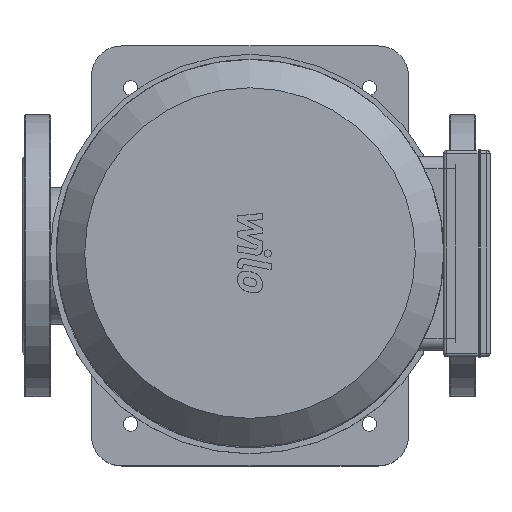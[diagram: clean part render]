
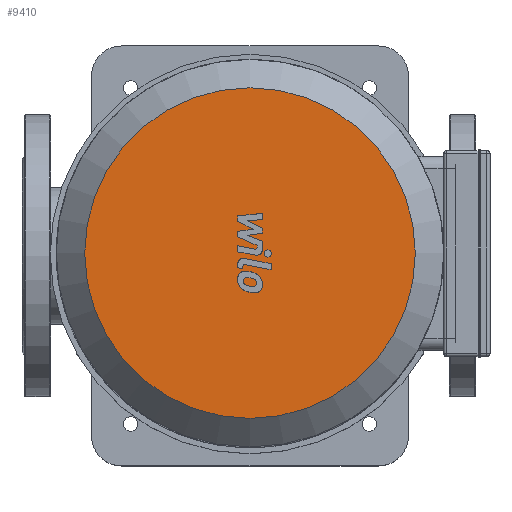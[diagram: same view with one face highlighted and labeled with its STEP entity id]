
A CAD part, top view. The second image highlights one B-rep face of the part: STEP entity #9410.
In plain terms, the highlighted planar face has unit normal (0, 0, 1).
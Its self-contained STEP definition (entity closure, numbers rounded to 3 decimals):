
#2019=PLANE('',#10139);
#2618=FACE_OUTER_BOUND('',#3261,.T.);
#3261=EDGE_LOOP('',(#7339));
#3837=CIRCLE('',#10135,137.75);
#4427=VERTEX_POINT('',#14965);
#5514=EDGE_CURVE('',#4427,#4427,#3837,.T.);
#7339=ORIENTED_EDGE('',*,*,#5514,.F.);
#9410=ADVANCED_FACE('',(#2618),#2019,.F.);
#10135=AXIS2_PLACEMENT_3D('',#14966,#11751,#11752);
#10139=AXIS2_PLACEMENT_3D('',#14972,#11759,#11760);
#11751=DIRECTION('center_axis',(0.,0.,
-1.));
#11752=DIRECTION('ref_axis',(0.,1.,0.));
#11759=DIRECTION('center_axis',(0.,0.,
-1.));
#11760=DIRECTION('ref_axis',(0.,1.,0.));
#14965=CARTESIAN_POINT('',(0.,-137.75,1402.));
#14966=CARTESIAN_POINT('Origin',(0.,0.,1402.));
#14972=CARTESIAN_POINT('Origin',(0.,0.,
1402.));
